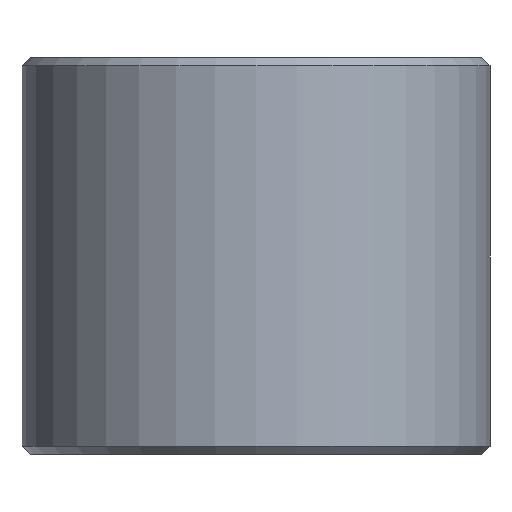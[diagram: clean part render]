
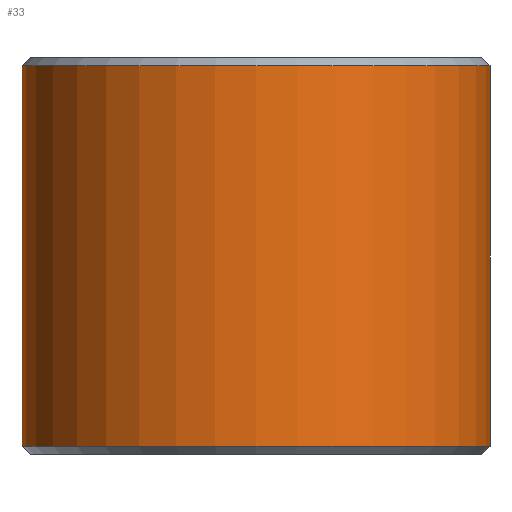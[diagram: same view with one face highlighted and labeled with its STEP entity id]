
A CAD part, front view. The second image highlights one B-rep face of the part: STEP entity #33.
In plain terms, the highlighted cylindrical face has radius 22.422 mm (diameter 44.845 mm), a partial arc.
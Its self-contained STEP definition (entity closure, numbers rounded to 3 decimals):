
#33 = ADVANCED_FACE ( 'NONE', ( #182 ), #183, .T. ) ;
#34 = ORIENTED_EDGE ( 'NONE', *, *, #115, .F. ) ;
#35 = EDGE_CURVE ( 'NONE', #40, #56, #186, .T. ) ;
#36 = EDGE_LOOP ( 'NONE', ( #37, #38, #39, #34 ) ) ;
#37 = ORIENTED_EDGE ( 'NONE', *, *, #75, .F. ) ;
#38 = ORIENTED_EDGE ( 'NONE', *, *, #35, .T. ) ;
#39 = ORIENTED_EDGE ( 'NONE', *, *, #78, .T. ) ;
#40 = VERTEX_POINT ( 'NONE', #176 ) ;
#56 = VERTEX_POINT ( 'NONE', #165 ) ;
#68 = VERTEX_POINT ( 'NONE', #225 ) ;
#71 = VERTEX_POINT ( 'NONE', #213 ) ;
#75 = EDGE_CURVE ( 'NONE', #40, #71, #211, .T. ) ;
#78 = EDGE_CURVE ( 'NONE', #56, #68, #230, .T. ) ;
#115 = EDGE_CURVE ( 'NONE', #71, #68, #292, .T. ) ;
#165 = CARTESIAN_POINT ( 'NONE',  ( 22.422, 0., -37.217 ) ) ;
#170 = DIRECTION ( 'NONE',  ( 1., 0., 0. ) ) ;
#171 = AXIS2_PLACEMENT_3D ( 'NONE', #172, #184, #170 ) ;
#172 = CARTESIAN_POINT ( 'NONE',  ( 0., 0., 0. ) ) ;
#176 = CARTESIAN_POINT ( 'NONE',  ( -22.422, 0., -37.217 ) ) ;
#177 = DIRECTION ( 'NONE',  ( 1., 0., 0. ) ) ;
#178 = DIRECTION ( 'NONE',  ( 0., 0., 1. ) ) ;
#181 = CARTESIAN_POINT ( 'NONE',  ( 0., 0., -37.217 ) ) ;
#182 = FACE_OUTER_BOUND ( 'NONE', #36, .T. ) ;
#183 = CYLINDRICAL_SURFACE ( 'NONE', #171, 22.422 ) ;
#184 = DIRECTION ( 'NONE',  ( 0., 0., 1. ) ) ;
#185 = AXIS2_PLACEMENT_3D ( 'NONE', #181, #178, #177 ) ;
#186 = CIRCLE ( 'NONE', #185, 22.422 ) ;
#208 = DIRECTION ( 'NONE',  ( 0., 0., 1. ) ) ;
#209 = VECTOR ( 'NONE', #208, 1000. ) ;
#210 = CARTESIAN_POINT ( 'NONE',  ( -22.422, 0., 0. ) ) ;
#211 = LINE ( 'NONE', #210, #209 ) ;
#213 = CARTESIAN_POINT ( 'NONE',  ( -22.422, 0., -0.783 ) ) ;
#225 = CARTESIAN_POINT ( 'NONE',  ( 22.422, 0., -0.783 ) ) ;
#227 = DIRECTION ( 'NONE',  ( 0., 0., 1. ) ) ;
#228 = VECTOR ( 'NONE', #227, 1000. ) ;
#229 = CARTESIAN_POINT ( 'NONE',  ( 22.422, 0., 0. ) ) ;
#230 = LINE ( 'NONE', #229, #228 ) ;
#288 = DIRECTION ( 'NONE',  ( 1., 0., 0. ) ) ;
#289 = DIRECTION ( 'NONE',  ( 0., 0., 1. ) ) ;
#290 = CARTESIAN_POINT ( 'NONE',  ( 0., 0., -0.783 ) ) ;
#291 = AXIS2_PLACEMENT_3D ( 'NONE', #290, #289, #288 ) ;
#292 = CIRCLE ( 'NONE', #291, 22.422 ) ;
